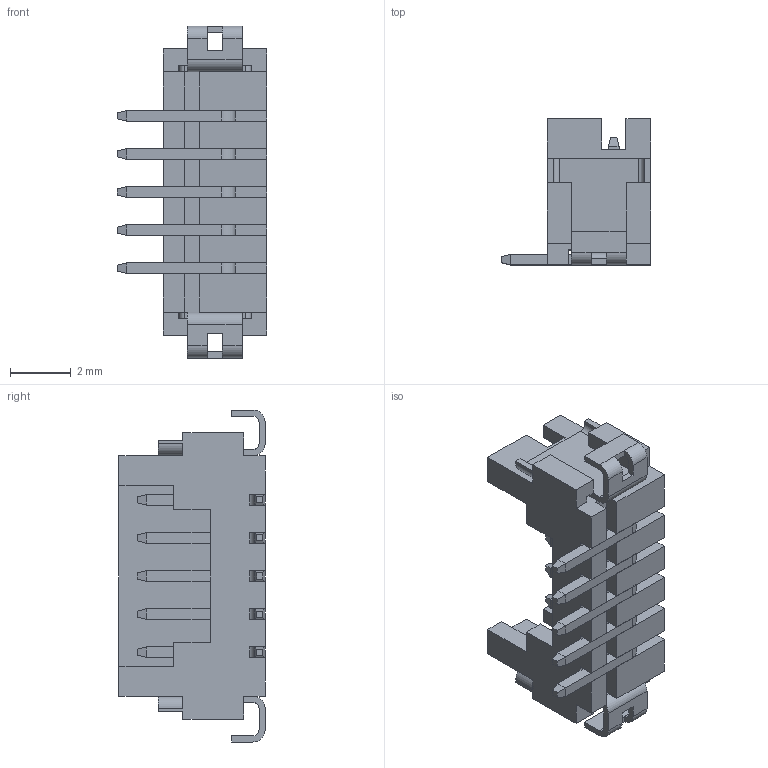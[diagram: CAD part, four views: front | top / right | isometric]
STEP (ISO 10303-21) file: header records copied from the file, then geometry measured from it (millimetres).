
FILE_DESCRIPTION(('OneSpaceDesigner STEP Export'),'2;1');
FILE_NAME('DF13C-5P-1.25V.stp','2007-03-23T10:19:04',(''),(''),'OneSpace Designer STEP processor (Jan. 2003) for AP214(CD)(Solid Model)','OneSpace Designer 12.00 10-Sep-2003 (C) CoCreate Software GmbH','');
FILE_SCHEMA(('AUTOMOTIVE_DESIGN_CC2 {1 2 10303 214 -1 1 5 1}'));
Length unit declared in the file: millimetre
Products named in the file (2): DF13C-5P-1.25VÈª
Assembly tree (1 placements, depth 2):
  DF13C-5P-1.25VÈª
    DF13C-5P-1.25VÈª
Bounding box: 4.9 x 4.8 x 10.9 mm (x, y, z)
Volume: 77.4 mm3; surface area: 295.8 mm2
Topology: 1 solids, 1 shells, 303 faces, 829 edges, 534 vertices
Faces by surface type: plane 269, cylinder 34
Entity records: 9026 total; most frequent: ORIENTED_EDGE 1658, CARTESIAN_POINT 1578, DIRECTION 1367, EDGE_CURVE 829, VECTOR 721, LINE 721, VERTEX_POINT 534, AXIS2_PLACEMENT_3D 323
